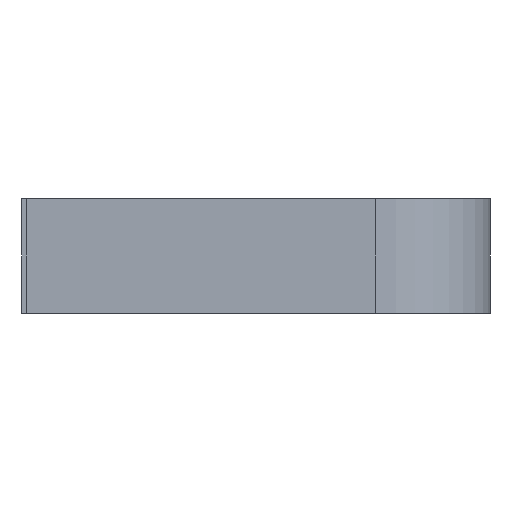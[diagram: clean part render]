
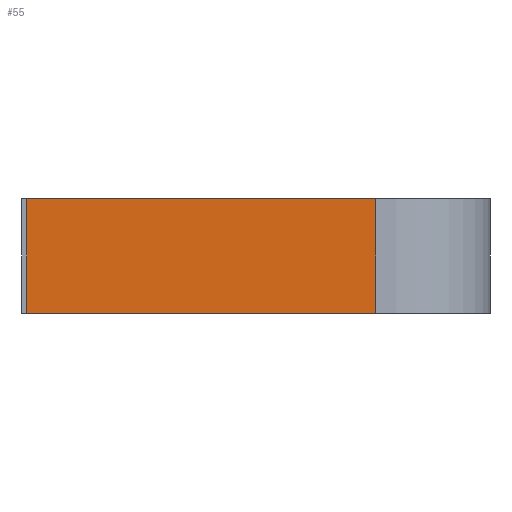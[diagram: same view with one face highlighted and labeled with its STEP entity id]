
A CAD part, left-side view. The second image highlights one B-rep face of the part: STEP entity #55.
In plain terms, the highlighted planar face has unit normal (-1, 0, 0).
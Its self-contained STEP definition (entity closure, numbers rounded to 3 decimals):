
#55=ADVANCED_FACE('',(#83),#84,.T.);
#83=FACE_OUTER_BOUND('',#132,.T.);
#84=PLANE('',#133);
#132=EDGE_LOOP('',(#201,#202,#203,#204));
#133=AXIS2_PLACEMENT_3D('',#205,#206,#207);
#201=ORIENTED_EDGE('',*,*,#372,.T.);
#202=ORIENTED_EDGE('',*,*,#373,.F.);
#203=ORIENTED_EDGE('',*,*,#374,.F.);
#204=ORIENTED_EDGE('',*,*,#375,.T.);
#205=CARTESIAN_POINT('',(105.0,151.6,0.0));
#206=DIRECTION('',(-1.0,0.0,0.0));
#207=DIRECTION('',(0.0,1.0,0.0));
#372=EDGE_CURVE('',#440,#441,#442,.T.);
#373=EDGE_CURVE('',#443,#441,#444,.T.);
#374=EDGE_CURVE('',#445,#443,#446,.T.);
#375=EDGE_CURVE('',#445,#440,#447,.T.);
#440=VERTEX_POINT('',#544);
#441=VERTEX_POINT('',#545);
#442=LINE('',#546,#547);
#443=VERTEX_POINT('',#548);
#444=LINE('',#549,#550);
#445=VERTEX_POINT('',#551);
#446=LINE('',#552,#553);
#447=LINE('',#554,#555);
#544=CARTESIAN_POINT('',(105.0,188.2,-20.0));
#545=CARTESIAN_POINT('',(105.0,127.0,-20.0));
#546=CARTESIAN_POINT('',(105.0,188.2,-20.0));
#547=VECTOR('',#692,1.0);
#548=CARTESIAN_POINT('',(105.0,127.0,0.0));
#549=CARTESIAN_POINT('',(105.0,127.0,0.0));
#550=VECTOR('',#693,1.0);
#551=CARTESIAN_POINT('',(105.0,188.2,0.0));
#552=CARTESIAN_POINT('',(105.0,188.2,0.0));
#553=VECTOR('',#694,1.0);
#554=CARTESIAN_POINT('',(105.0,188.2,0.0));
#555=VECTOR('',#695,1.0);
#692=DIRECTION('',(0.0,-1.0,0.0));
#693=DIRECTION('',(0.0,0.0,-1.0));
#694=DIRECTION('',(0.0,-1.0,0.0));
#695=DIRECTION('',(0.0,0.0,-1.0));
